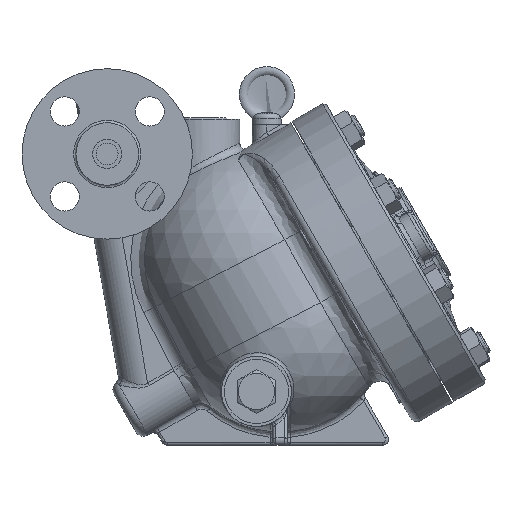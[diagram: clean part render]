
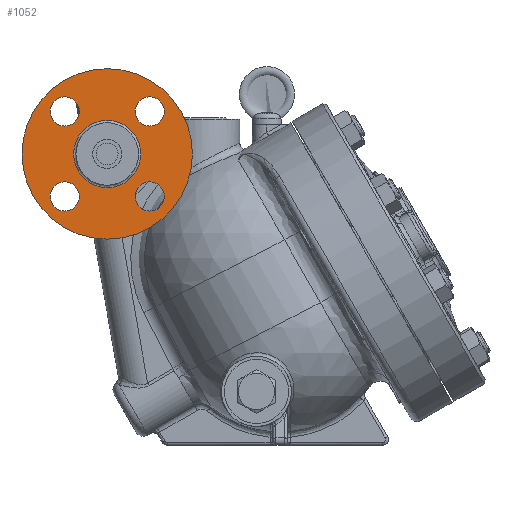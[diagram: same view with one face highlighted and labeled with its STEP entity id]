
A CAD part, front view. The second image highlights one B-rep face of the part: STEP entity #1052.
In plain terms, the highlighted planar face has unit normal (0, -1, 0).
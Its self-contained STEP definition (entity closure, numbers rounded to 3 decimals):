
#818=CARTESIAN_POINT('',(-65.,-173.4,58.5));
#819=VERTEX_POINT('',#818);
#820=CARTESIAN_POINT('',(-65.,-173.4,0.));
#821=DIRECTION('',(0.0,1.0,0.0));
#822=DIRECTION('',(0.0,0.0,1.0));
#823=AXIS2_PLACEMENT_3D('',#820,#821,#822);
#824=CIRCLE('',#823,58.5);
#825=EDGE_CURVE('',#819,#819,#824,.T.);
#985=CARTESIAN_POINT('',(-65.,-173.4,23.05));
#986=VERTEX_POINT('',#985);
#987=CARTESIAN_POINT('',(-65.,-173.4,0.));
#988=DIRECTION('',(0.0,-1.0,0.0));
#989=DIRECTION('',(0.0,0.0,-1.0));
#990=AXIS2_PLACEMENT_3D('',#987,#988,#989);
#991=CIRCLE('',#990,23.05);
#992=EDGE_CURVE('',#986,#986,#991,.T.);
#997=CARTESIAN_POINT('',(-65.,-173.4,39.975));
#998=DIRECTION('',(0.0,-1.0,0.0));
#999=DIRECTION('',(0.0,0.0,-1.0));
#1000=AXIS2_PLACEMENT_3D('',#997,#998,#999);
#1001=PLANE('',#1000);
#1002=ORIENTED_EDGE('',*,*,#825,.F.);
#1003=EDGE_LOOP('',(#1002));
#1004=FACE_OUTER_BOUND('',#1003,.T.);
#1005=CARTESIAN_POINT('',(-84.168,-173.4,29.168));
#1006=VERTEX_POINT('',#1005);
#1007=CARTESIAN_POINT('',(-94.168,-173.4,29.168));
#1008=DIRECTION('',(0.0,1.0,0.0));
#1009=DIRECTION('',(1.0,0.0,0.0));
#1010=AXIS2_PLACEMENT_3D('',#1007,#1008,#1009);
#1011=CIRCLE('',#1010,10.);
#1012=EDGE_CURVE('',#1006,#1006,#1011,.T.);
#1013=ORIENTED_EDGE('',*,*,#1012,.T.);
#1014=EDGE_LOOP('',(#1013));
#1015=FACE_BOUND('',#1014,.T.);
#1016=CARTESIAN_POINT('',(-35.832,-173.4,19.168));
#1017=VERTEX_POINT('',#1016);
#1018=CARTESIAN_POINT('',(-35.832,-173.4,29.168));
#1019=DIRECTION('',(0.0,1.0,0.0));
#1020=DIRECTION('',(0.0,0.0,-1.0));
#1021=AXIS2_PLACEMENT_3D('',#1018,#1019,#1020);
#1022=CIRCLE('',#1021,10.);
#1023=EDGE_CURVE('',#1017,#1017,#1022,.T.);
#1024=ORIENTED_EDGE('',*,*,#1023,.T.);
#1025=EDGE_LOOP('',(#1024));
#1026=FACE_BOUND('',#1025,.T.);
#1027=CARTESIAN_POINT('',(-45.832,-173.4,-29.168));
#1028=VERTEX_POINT('',#1027);
#1029=CARTESIAN_POINT('',(-35.832,-173.4,-29.168));
#1030=DIRECTION('',(0.0,1.0,0.0));
#1031=DIRECTION('',(-1.0,0.0,0.0));
#1032=AXIS2_PLACEMENT_3D('',#1029,#1030,#1031);
#1033=CIRCLE('',#1032,10.);
#1034=EDGE_CURVE('',#1028,#1028,#1033,.T.);
#1035=ORIENTED_EDGE('',*,*,#1034,.T.);
#1036=EDGE_LOOP('',(#1035));
#1037=FACE_BOUND('',#1036,.T.);
#1038=CARTESIAN_POINT('',(-94.168,-173.4,-19.168));
#1039=VERTEX_POINT('',#1038);
#1040=CARTESIAN_POINT('',(-94.168,-173.4,-29.168));
#1041=DIRECTION('',(0.0,1.0,0.0));
#1042=DIRECTION('',(0.0,0.0,1.0));
#1043=AXIS2_PLACEMENT_3D('',#1040,#1041,#1042);
#1044=CIRCLE('',#1043,10.);
#1045=EDGE_CURVE('',#1039,#1039,#1044,.T.);
#1046=ORIENTED_EDGE('',*,*,#1045,.T.);
#1047=EDGE_LOOP('',(#1046));
#1048=FACE_BOUND('',#1047,.T.);
#1049=ORIENTED_EDGE('',*,*,#992,.F.);
#1050=EDGE_LOOP('',(#1049));
#1051=FACE_BOUND('',#1050,.T.);
#1052=ADVANCED_FACE('',(#1004,#1015,#1026,#1037,#1048,#1051),#1001,.T.);
